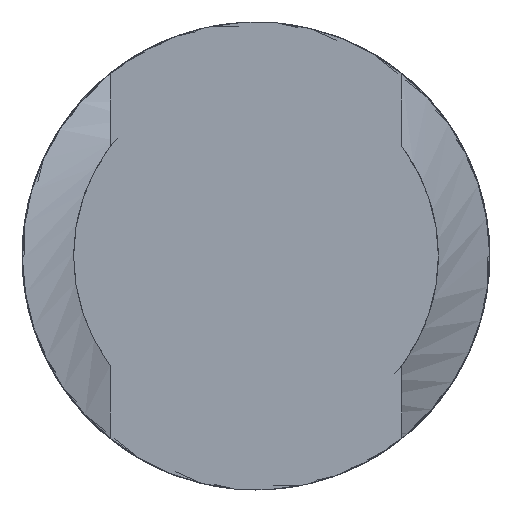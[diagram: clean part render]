
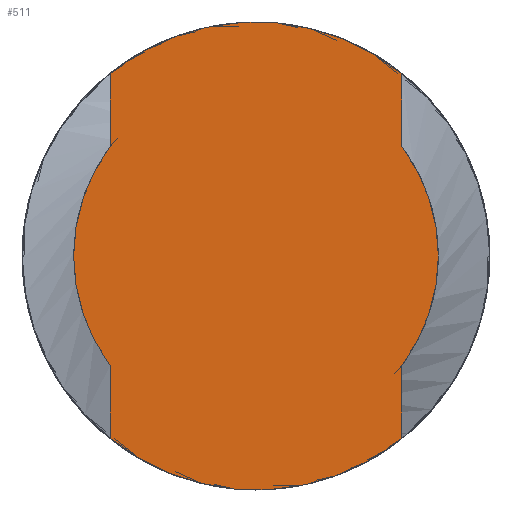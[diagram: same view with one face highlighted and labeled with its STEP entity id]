
A CAD part, left-side view. The second image highlights one B-rep face of the part: STEP entity #511.
In plain terms, the highlighted planar face has unit normal (-1, 0, 0).
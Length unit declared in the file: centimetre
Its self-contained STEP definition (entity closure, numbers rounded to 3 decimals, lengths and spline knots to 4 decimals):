
#18=(
BOUNDED_CURVE()
B_SPLINE_CURVE(6,(#4998,#4999,#5000,#5001,#5002,#5003,#5004),
 .UNSPECIFIED.,.F.,.F.)
B_SPLINE_CURVE_WITH_KNOTS((7,7),(0.,1.3615),
 .UNSPECIFIED.)
CURVE()
GEOMETRIC_REPRESENTATION_ITEM()
RATIONAL_B_SPLINE_CURVE((1.023,1.008,0.998,
0.995,0.998,1.008,1.023))
REPRESENTATION_ITEM($)
);
#21=(
BOUNDED_CURVE()
B_SPLINE_CURVE(6,(#5238,#5239,#5240,#5241,#5242,#5243,#5244),
 .UNSPECIFIED.,.F.,.F.)
B_SPLINE_CURVE_WITH_KNOTS((7,7),(4.9217,6.2832),
 .UNSPECIFIED.)
CURVE()
GEOMETRIC_REPRESENTATION_ITEM()
RATIONAL_B_SPLINE_CURVE((1.023,1.008,0.998,
0.995,0.998,1.008,1.023))
REPRESENTATION_ITEM($)
);
#44=LINE($,#4922,#64);
#46=LINE($,#5022,#66);
#48=LINE($,#5163,#68);
#50=LINE($,#5262,#70);
#64=VECTOR($,#595,0.12);
#66=VECTOR($,#599,0.12);
#68=VECTOR($,#601,0.12);
#70=VECTOR($,#605,0.12);
#117=PLANE($,#538);
#153=FACE_OUTER_BOUND($,#189,.T.);
#189=EDGE_LOOP($,(#468,#469,#470,#471,#472,#473,#474,#475));
#203=CIRCLE($,#533,0.3);
#204=CIRCLE($,#535,0.3);
#240=VERTEX_POINT($,#3414);
#241=VERTEX_POINT($,#3680);
#244=VERTEX_POINT($,#4228);
#245=VERTEX_POINT($,#4428);
#248=VERTEX_POINT($,#4913);
#250=VERTEX_POINT($,#4988);
#251=VERTEX_POINT($,#5151);
#253=VERTEX_POINT($,#5227);
#301=EDGE_CURVE($,#241,#240,#203,.T.);
#306=EDGE_CURVE($,#245,#244,#204,.T.);
#311=EDGE_CURVE($,#240,#248,#44,.T.);
#314=EDGE_CURVE($,#248,#250,#18,.T.);
#316=EDGE_CURVE($,#250,#245,#46,.T.);
#321=EDGE_CURVE($,#251,#241,#48,.T.);
#324=EDGE_CURVE($,#253,#251,#21,.T.);
#326=EDGE_CURVE($,#244,#253,#50,.T.);
#468=ORIENTED_EDGE($,*,*,#306,.T.);
#469=ORIENTED_EDGE($,*,*,#326,.T.);
#470=ORIENTED_EDGE($,*,*,#324,.T.);
#471=ORIENTED_EDGE($,*,*,#321,.T.);
#472=ORIENTED_EDGE($,*,*,#301,.T.);
#473=ORIENTED_EDGE($,*,*,#311,.T.);
#474=ORIENTED_EDGE($,*,*,#314,.T.);
#475=ORIENTED_EDGE($,*,*,#316,.T.);
#511=ADVANCED_FACE($,(#153),#117,.T.);
#533=AXIS2_PLACEMENT_3D($,#3681,#588,#589);
#535=AXIS2_PLACEMENT_3D($,#4429,#592,#593);
#538=AXIS2_PLACEMENT_3D($,#5375,#606,#607);
#588=DIRECTION('center_axis',(-1.,0.,0.));
#589=DIRECTION('ref_axis',(0.,0.,-1.));
#592=DIRECTION('center_axis',(-1.,0.,0.));
#593=DIRECTION('ref_axis',(0.,0.,-1.));
#595=DIRECTION($,(0.,0.,-1.));
#599=DIRECTION($,(0.,0.,1.));
#601=DIRECTION($,(0.,0.,-1.));
#605=DIRECTION($,(0.,0.,1.));
#606=DIRECTION('center_axis',(-1.,0.,0.));
#607=DIRECTION('ref_axis',(0.,0.,1.));
#3414=CARTESIAN_POINT('',(-1.6,0.24,-0.18));
#3680=CARTESIAN_POINT('',(-1.6,0.24,0.18));
#3681=CARTESIAN_POINT('Origin',(-1.6,0.,0.));
#4228=CARTESIAN_POINT('',(-1.6,-0.24,0.18));
#4428=CARTESIAN_POINT('',(-1.6,-0.24,-0.18));
#4429=CARTESIAN_POINT('Origin',(-1.6,0.,0.));
#4913=CARTESIAN_POINT('',(-1.6,0.24,-0.3));
#4922=CARTESIAN_POINT($,(-1.6,0.24,-0.18));
#4988=CARTESIAN_POINT('',(-1.6,-0.24,-0.3));
#4998=CARTESIAN_POINT('Ctrl Pts',(-1.6,0.24,-0.3));
#4999=CARTESIAN_POINT('Ctrl Pts',(-1.6,0.1717,-0.3553));
#5000=CARTESIAN_POINT('Ctrl Pts',(-1.6,0.0895,-0.3908));
#5001=CARTESIAN_POINT('Ctrl Pts',(-1.6,0.,-0.403));
#5002=CARTESIAN_POINT('Ctrl Pts',(-1.6,-0.0895,-0.3908));
#5003=CARTESIAN_POINT('Ctrl Pts',(-1.6,-0.1717,-0.3553));
#5004=CARTESIAN_POINT('Ctrl Pts',(-1.6,-0.24,-0.3));
#5022=CARTESIAN_POINT($,(-1.6,-0.24,-0.3));
#5151=CARTESIAN_POINT('',(-1.6,0.24,0.3));
#5163=CARTESIAN_POINT($,(-1.6,0.24,0.3));
#5227=CARTESIAN_POINT('',(-1.6,-0.24,0.3));
#5238=CARTESIAN_POINT('Ctrl Pts',(-1.6,-0.24,0.3));
#5239=CARTESIAN_POINT('Ctrl Pts',(-1.6,-0.1717,0.3553));
#5240=CARTESIAN_POINT('Ctrl Pts',(-1.6,-0.0895,0.3908));
#5241=CARTESIAN_POINT('Ctrl Pts',(-1.6,0.,0.403));
#5242=CARTESIAN_POINT('Ctrl Pts',(-1.6,0.0895,0.3908));
#5243=CARTESIAN_POINT('Ctrl Pts',(-1.6,0.1717,0.3553));
#5244=CARTESIAN_POINT('Ctrl Pts',(-1.6,0.24,0.3));
#5262=CARTESIAN_POINT($,(-1.6,-0.24,0.18));
#5375=CARTESIAN_POINT('Origin',(-1.6,0.,0.));
